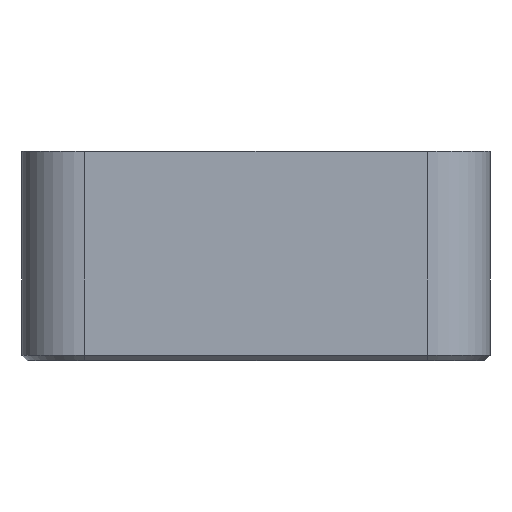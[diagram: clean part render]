
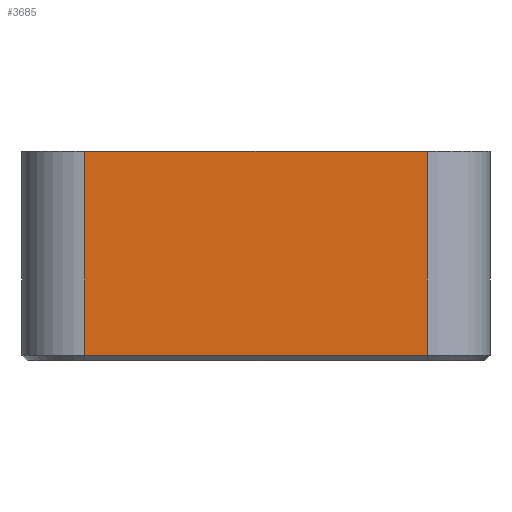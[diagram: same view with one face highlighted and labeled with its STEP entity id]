
A CAD part, front view. The second image highlights one B-rep face of the part: STEP entity #3685.
In plain terms, the highlighted planar face has unit normal (0, -1, 0).
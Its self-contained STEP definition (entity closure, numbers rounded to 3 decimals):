
#262=PLANE('',#4120);
#456=FACE_OUTER_BOUND('',#808,.T.);
#808=EDGE_LOOP('',(#3385,#3386,#3387,#3388));
#978=LINE('',#6176,#1232);
#1060=LINE('',#6397,#1314);
#1062=LINE('',#6402,#1316);
#1063=LINE('',#6404,#1317);
#1232=VECTOR('',#4960,10.);
#1314=VECTOR('',#5206,10.);
#1316=VECTOR('',#5214,10.);
#1317=VECTOR('',#5217,10.);
#1816=VERTEX_POINT('',#6170);
#1817=VERTEX_POINT('',#6174);
#1873=VERTEX_POINT('',#6394);
#1874=VERTEX_POINT('',#6396);
#2268=EDGE_CURVE('',#1816,#1817,#978,.T.);
#2376=EDGE_CURVE('',#1873,#1874,#1060,.T.);
#2379=EDGE_CURVE('',#1816,#1874,#1062,.T.);
#2380=EDGE_CURVE('',#1817,#1873,#1063,.T.);
#3385=ORIENTED_EDGE('',*,*,#2268,.F.);
#3386=ORIENTED_EDGE('',*,*,#2379,.T.);
#3387=ORIENTED_EDGE('',*,*,#2376,.F.);
#3388=ORIENTED_EDGE('',*,*,#2380,.F.);
#3685=ADVANCED_FACE('',(#456),#262,.T.);
#4120=AXIS2_PLACEMENT_3D('',#6403,#5215,#5216);
#4960=DIRECTION('',(-1.,0.,0.));
#5206=DIRECTION('',(1.,0.,0.));
#5214=DIRECTION('',(0.,0.,1.));
#5215=DIRECTION('center_axis',(0.,-1.,0.));
#5216=DIRECTION('ref_axis',(1.,0.,0.));
#5217=DIRECTION('',(0.,0.,1.));
#6170=CARTESIAN_POINT('',(-6.,0.,-19.5));
#6174=CARTESIAN_POINT('',(-38.76,0.,-19.5));
#6176=CARTESIAN_POINT('',(-30.57,0.,-19.5));
#6394=CARTESIAN_POINT('',(-38.76,0.,0.));
#6396=CARTESIAN_POINT('',(-6.,0.,0.));
#6397=CARTESIAN_POINT('',(-30.57,0.,0.));
#6402=CARTESIAN_POINT('',(-6.,0.,-20.));
#6403=CARTESIAN_POINT('Origin',(-38.76,0.,-20.));
#6404=CARTESIAN_POINT('',(-38.76,0.,-20.));
